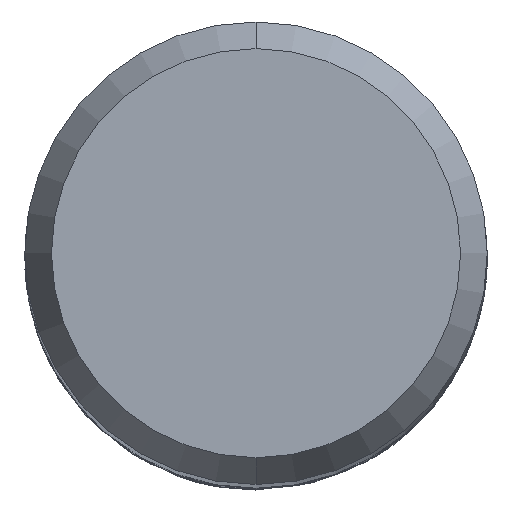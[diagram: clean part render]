
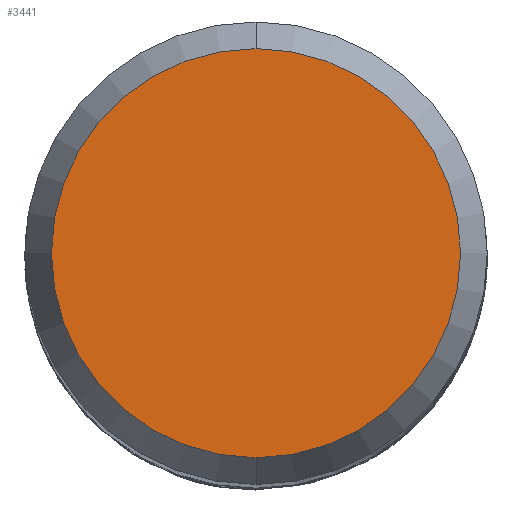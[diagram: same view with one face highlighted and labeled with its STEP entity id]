
A CAD part, top view. The second image highlights one B-rep face of the part: STEP entity #3441.
In plain terms, the highlighted planar face has unit normal (0, 0, 1).
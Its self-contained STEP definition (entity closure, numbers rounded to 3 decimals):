
#1333=VERTEX_POINT('',#3774);
#2829=EDGE_CURVE('',#3423,#1333,#5403,.T.);
#3289=EDGE_CURVE('',#1333,#3423,#5894,.T.);
#3423=VERTEX_POINT('',#6044);
#3441=ADVANCED_FACE('',(#6063),#6064,.T.);
#3774=CARTESIAN_POINT('',(0.,-4.423,0.0));
#5403=CIRCLE('',#22472,4.423);
#5894=CIRCLE('',#26928,4.423);
#6044=CARTESIAN_POINT('',(0.0,4.423,0.0));
#6063=FACE_OUTER_BOUND('',#28351,.T.);
#6064=PLANE('',#28352);
#22472=AXIS2_PLACEMENT_3D('',#31991,#31992,#31993);
#26928=AXIS2_PLACEMENT_3D('',#32433,#32434,#32435);
#28351=EDGE_LOOP('',(#32626,#32627));
#28352=AXIS2_PLACEMENT_3D('',#32628,#32629,#32630);
#31991=CARTESIAN_POINT('',(0.0,0.0,0.0));
#31992=DIRECTION('',(0.0,0.0,-1.0));
#31993=DIRECTION('',(0.0,1.0,0.0));
#32433=CARTESIAN_POINT('',(0.0,0.0,0.0));
#32434=DIRECTION('',(0.0,0.0,-1.0));
#32435=DIRECTION('',(0.0,1.0,0.0));
#32626=ORIENTED_EDGE('',*,*,#2829,.F.);
#32627=ORIENTED_EDGE('',*,*,#3289,.F.);
#32628=CARTESIAN_POINT('',(0.0,2.211,0.0));
#32629=DIRECTION('',(-0.0,0.0,1.0));
#32630=DIRECTION('',(0.0,-1.0,0.0));
